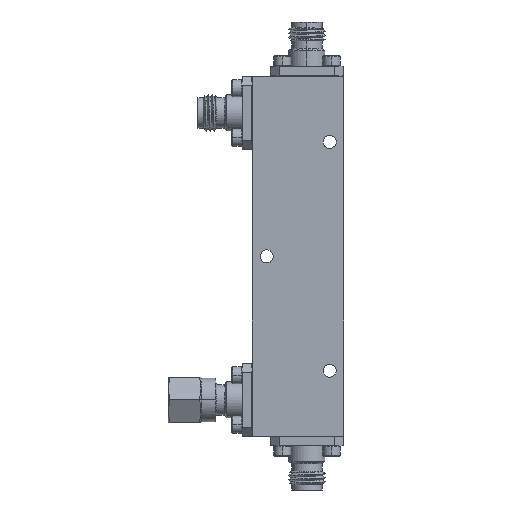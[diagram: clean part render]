
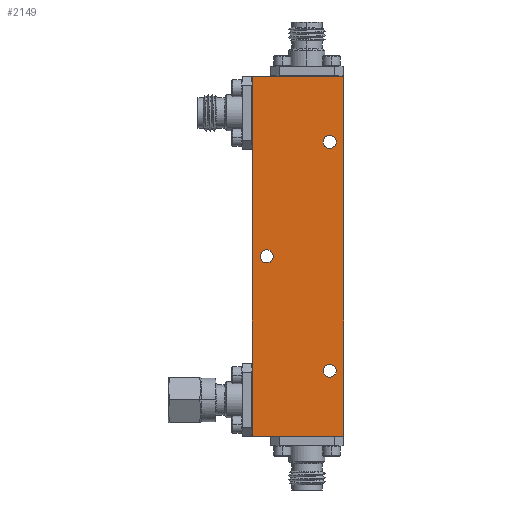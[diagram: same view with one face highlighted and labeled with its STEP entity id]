
A CAD part, left-side view. The second image highlights one B-rep face of the part: STEP entity #2149.
In plain terms, the highlighted planar face has unit normal (-1, 0, 0).
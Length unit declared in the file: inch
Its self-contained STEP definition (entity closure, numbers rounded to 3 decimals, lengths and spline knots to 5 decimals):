
#67 = AXIS2_PLACEMENT_3D ( 'NONE', #28575, #28398, #31006 ) ;
#270 = FACE_BOUND ( 'NONE', #15998, .T. ) ;
#703 = DIRECTION ( 'NONE',  ( 1., 0., 0. ) ) ;
#884 = CIRCLE ( 'NONE', #11384, 0.045 ) ;
#1049 = CIRCLE ( 'NONE', #9847, 0.04528 ) ;
#1077 = CARTESIAN_POINT ( 'NONE',  ( -1.5855, 0.36126, -0.47341 ) ) ;
#1940 = CARTESIAN_POINT ( 'NONE',  ( -1.5855, 0.26283, -0.9242 ) ) ;
#1989 = CARTESIAN_POINT ( 'NONE',  ( -1.5855, 0.89275, -0.9242 ) ) ;
#2124 = CARTESIAN_POINT ( 'NONE',  ( -1.5855, 0.26283, -0.9242 ) ) ;
#2127 = AXIS2_PLACEMENT_3D ( 'NONE', #10379, #703, #25706 ) ;
#2149 = ADVANCED_FACE ( 'NONE', ( #2493, #13522, #270, #24017 ), #31785, .T. ) ;
#2163 = ORIENTED_EDGE ( 'NONE', *, *, #22124, .F. ) ;
#2316 = VECTOR ( 'NONE', #17965, 39.37008 ) ;
#2493 = FACE_BOUND ( 'NONE', #27398, .T. ) ;
#2578 = AXIS2_PLACEMENT_3D ( 'NONE', #10766, #31951, #24193 ) ;
#3442 = DIRECTION ( 'NONE',  ( 0., 0., -1. ) ) ;
#3811 = DIRECTION ( 'NONE',  ( 1., 0., 0. ) ) ;
#4468 = ORIENTED_EDGE ( 'NONE', *, *, #9620, .T. ) ;
#5336 = CARTESIAN_POINT ( 'NONE',  ( -1.5855, 0.36126, 1.14639 ) ) ;
#5712 = CARTESIAN_POINT ( 'NONE',  ( -1.5855, 0.79433, 0.35927 ) ) ;
#6158 = VECTOR ( 'NONE', #12488, 39.37008 ) ;
#6714 = CARTESIAN_POINT ( 'NONE',  ( -1.5855, 0.79433, 0.31399 ) ) ;
#7846 = DIRECTION ( 'NONE',  ( 1., 0., 0. ) ) ;
#9257 = EDGE_CURVE ( 'NONE', #22139, #17379, #27397, .T. ) ;
#9508 = EDGE_CURVE ( 'NONE', #20873, #25687, #20284, .T. ) ;
#9620 = EDGE_CURVE ( 'NONE', #16067, #18233, #1049, .T. ) ;
#9847 = AXIS2_PLACEMENT_3D ( 'NONE', #6714, #19649, #3442 ) ;
#10092 = VERTEX_POINT ( 'NONE', #31026 ) ;
#10379 = CARTESIAN_POINT ( 'NONE',  ( -1.5855, 0.36126, 1.10139 ) ) ;
#10766 = CARTESIAN_POINT ( 'NONE',  ( -1.5855, 0.26283, -0.9242 ) ) ;
#10904 = EDGE_CURVE ( 'NONE', #33438, #10092, #14981, .T. ) ;
#11358 = VERTEX_POINT ( 'NONE', #29174 ) ;
#11384 = AXIS2_PLACEMENT_3D ( 'NONE', #19380, #16615, #30228 ) ;
#11900 = VECTOR ( 'NONE', #29028, 39.37008 ) ;
#12488 = DIRECTION ( 'NONE',  ( 0., 0., 1. ) ) ;
#12850 = DIRECTION ( 'NONE',  ( 0., 0., 1. ) ) ;
#13066 = CARTESIAN_POINT ( 'NONE',  ( -1.5855, 0.89275, -0.9242 ) ) ;
#13515 = CARTESIAN_POINT ( 'NONE',  ( -1.5855, 0.36126, -0.47341 ) ) ;
#13522 = FACE_BOUND ( 'NONE', #13749, .T. ) ;
#13694 = ORIENTED_EDGE ( 'NONE', *, *, #17176, .F. ) ;
#13749 = EDGE_LOOP ( 'NONE', ( #29049, #23126 ) ) ;
#14552 = CARTESIAN_POINT ( 'NONE',  ( -1.5855, 0.26283, 1.55218 ) ) ;
#14981 = LINE ( 'NONE', #1940, #2316 ) ;
#15648 = CARTESIAN_POINT ( 'NONE',  ( -1.5855, 0.79433, 0.26872 ) ) ;
#15998 = EDGE_LOOP ( 'NONE', ( #32330, #4468 ) ) ;
#16067 = VERTEX_POINT ( 'NONE', #5712 ) ;
#16273 = EDGE_CURVE ( 'NONE', #18233, #16067, #30329, .T. ) ;
#16615 = DIRECTION ( 'NONE',  ( 1., 0., 0. ) ) ;
#17176 = EDGE_CURVE ( 'NONE', #11358, #29585, #24186, .T. ) ;
#17255 = EDGE_CURVE ( 'NONE', #25687, #20873, #884, .T. ) ;
#17363 = EDGE_LOOP ( 'NONE', ( #13694, #2163, #33881, #33763 ) ) ;
#17379 = VERTEX_POINT ( 'NONE', #20735 ) ;
#17965 = DIRECTION ( 'NONE',  ( 0., -1., 0. ) ) ;
#18019 = LINE ( 'NONE', #1989, #6158 ) ;
#18152 = LINE ( 'NONE', #2124, #33120 ) ;
#18233 = VERTEX_POINT ( 'NONE', #15648 ) ;
#19380 = CARTESIAN_POINT ( 'NONE',  ( -1.5855, 0.36126, 1.10139 ) ) ;
#19649 = DIRECTION ( 'NONE',  ( 1., 0., 0. ) ) ;
#19683 = CIRCLE ( 'NONE', #28444, 0.045 ) ;
#20284 = CIRCLE ( 'NONE', #2127, 0.045 ) ;
#20735 = CARTESIAN_POINT ( 'NONE',  ( -1.5855, 0.36126, -0.42841 ) ) ;
#20873 = VERTEX_POINT ( 'NONE', #25516 ) ;
#22124 = EDGE_CURVE ( 'NONE', #33438, #11358, #18019, .T. ) ;
#22139 = VERTEX_POINT ( 'NONE', #22997 ) ;
#22303 = ORIENTED_EDGE ( 'NONE', *, *, #9508, .T. ) ;
#22997 = CARTESIAN_POINT ( 'NONE',  ( -1.5855, 0.36126, -0.51841 ) ) ;
#23124 = EDGE_CURVE ( 'NONE', #10092, #29585, #18152, .T. ) ;
#23126 = ORIENTED_EDGE ( 'NONE', *, *, #29687, .T. ) ;
#23447 = DIRECTION ( 'NONE',  ( 0., 0., 1. ) ) ;
#23845 = CARTESIAN_POINT ( 'NONE',  ( -1.5855, 0.26283, 1.55218 ) ) ;
#24017 = FACE_OUTER_BOUND ( 'NONE', #17363, .T. ) ;
#24186 = LINE ( 'NONE', #23845, #11900 ) ;
#24193 = DIRECTION ( 'NONE',  ( 0., 0., 1. ) ) ;
#25516 = CARTESIAN_POINT ( 'NONE',  ( -1.5855, 0.36126, 1.05639 ) ) ;
#25687 = VERTEX_POINT ( 'NONE', #5336 ) ;
#25706 = DIRECTION ( 'NONE',  ( 0., 0., -1. ) ) ;
#27397 = CIRCLE ( 'NONE', #29600, 0.045 ) ;
#27398 = EDGE_LOOP ( 'NONE', ( #22303, #29457 ) ) ;
#28398 = DIRECTION ( 'NONE',  ( 1., 0., 0. ) ) ;
#28444 = AXIS2_PLACEMENT_3D ( 'NONE', #1077, #3811, #32737 ) ;
#28575 = CARTESIAN_POINT ( 'NONE',  ( -1.5855, 0.79433, 0.31399 ) ) ;
#29028 = DIRECTION ( 'NONE',  ( 0., -1., 0. ) ) ;
#29049 = ORIENTED_EDGE ( 'NONE', *, *, #9257, .T. ) ;
#29174 = CARTESIAN_POINT ( 'NONE',  ( -1.5855, 0.89275, 1.55218 ) ) ;
#29457 = ORIENTED_EDGE ( 'NONE', *, *, #17255, .T. ) ;
#29585 = VERTEX_POINT ( 'NONE', #14552 ) ;
#29600 = AXIS2_PLACEMENT_3D ( 'NONE', #13515, #7846, #12850 ) ;
#29687 = EDGE_CURVE ( 'NONE', #17379, #22139, #19683, .T. ) ;
#30228 = DIRECTION ( 'NONE',  ( 0., 0., -1. ) ) ;
#30329 = CIRCLE ( 'NONE', #67, 0.04528 ) ;
#31006 = DIRECTION ( 'NONE',  ( 0., 0., -1. ) ) ;
#31026 = CARTESIAN_POINT ( 'NONE',  ( -1.5855, 0.26283, -0.9242 ) ) ;
#31785 = PLANE ( 'NONE',  #2578 ) ;
#31951 = DIRECTION ( 'NONE',  ( -1., 0., 0. ) ) ;
#32330 = ORIENTED_EDGE ( 'NONE', *, *, #16273, .T. ) ;
#32737 = DIRECTION ( 'NONE',  ( 0., 0., 1. ) ) ;
#33120 = VECTOR ( 'NONE', #23447, 39.37008 ) ;
#33438 = VERTEX_POINT ( 'NONE', #13066 ) ;
#33763 = ORIENTED_EDGE ( 'NONE', *, *, #23124, .T. ) ;
#33881 = ORIENTED_EDGE ( 'NONE', *, *, #10904, .T. ) ;
